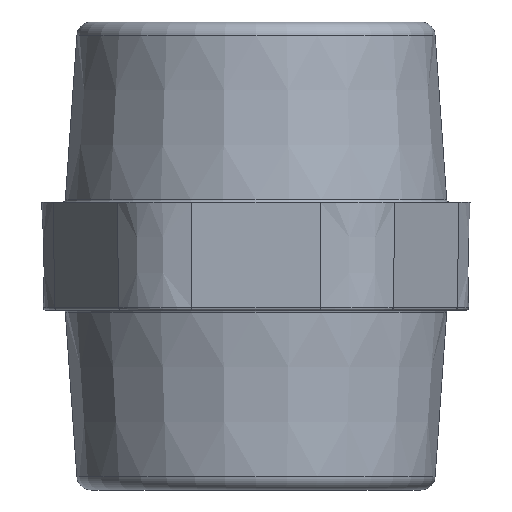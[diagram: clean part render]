
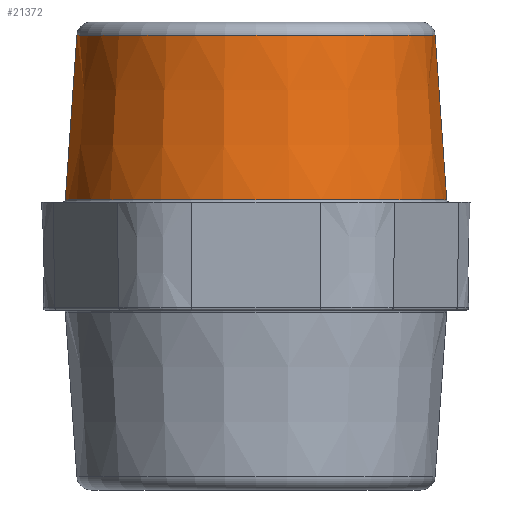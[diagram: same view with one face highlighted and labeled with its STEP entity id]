
A CAD part, front view. The second image highlights one B-rep face of the part: STEP entity #21372.
In plain terms, the highlighted conical face has half-angle 4 degrees and reference radius 25.681 mm.
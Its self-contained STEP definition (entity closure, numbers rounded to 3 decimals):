
#1796 = DIRECTION ( 'NONE',  ( 1., 0., 0. ) ) ;
#2161 = DIRECTION ( 'NONE',  ( 0., 0., -1. ) ) ;
#2601 = CARTESIAN_POINT ( 'NONE',  ( -24.882, 0., 38.14 ) ) ;
#3335 = ORIENTED_EDGE ( 'NONE', *, *, #28484, .T. ) ;
#7833 = AXIS2_PLACEMENT_3D ( 'NONE', #37858, #39036, #34410 ) ;
#8731 = VERTEX_POINT ( 'NONE', #2601 ) ;
#9332 = VECTOR ( 'NONE', #11555, 1000. ) ;
#11555 = DIRECTION ( 'NONE',  ( -0.07, 0., 0.998 ) ) ;
#14082 = VERTEX_POINT ( 'NONE', #26134 ) ;
#16959 = EDGE_LOOP ( 'NONE', ( #3335, #48691, #28770, #46935 ) ) ;
#18441 = EDGE_CURVE ( 'NONE', #49133, #8731, #26852, .T. ) ;
#21372 = ADVANCED_FACE ( 'NONE', ( #28406 ), #25675, .T. ) ;
#21639 = CARTESIAN_POINT ( 'NONE',  ( -26.48, 0., 15.279 ) ) ;
#23134 = EDGE_CURVE ( 'NONE', #14082, #49133, #35315, .T. ) ;
#23393 = DIRECTION ( 'NONE',  ( 0.07, 0., 0.998 ) ) ;
#25675 = CONICAL_SURFACE ( 'NONE', #42356, 25.681, 0.07 ) ;
#26134 = CARTESIAN_POINT ( 'NONE',  ( 26.48, 0., 15.279 ) ) ;
#26852 = LINE ( 'NONE', #42525, #27151 ) ;
#27151 = VECTOR ( 'NONE', #23393, 1000. ) ;
#27518 = VERTEX_POINT ( 'NONE', #48913 ) ;
#28279 = CARTESIAN_POINT ( 'NONE',  ( 0., 0., 15.279 ) ) ;
#28406 = FACE_OUTER_BOUND ( 'NONE', #16959, .T. ) ;
#28484 = EDGE_CURVE ( 'NONE', #14082, #27518, #30504, .T. ) ;
#28770 = ORIENTED_EDGE ( 'NONE', *, *, #18441, .F. ) ;
#29262 = CIRCLE ( 'NONE', #7833, 24.882 ) ;
#29381 = DIRECTION ( 'NONE',  ( 0., 0., -1. ) ) ;
#30504 = LINE ( 'NONE', #45669, #9332 ) ;
#32120 = AXIS2_PLACEMENT_3D ( 'NONE', #28279, #2161, #43478 ) ;
#34410 = DIRECTION ( 'NONE',  ( -1., 0., 0. ) ) ;
#35315 = CIRCLE ( 'NONE', #32120, 26.48 ) ;
#36596 = CARTESIAN_POINT ( 'NONE',  ( 0., 0., 26.709 ) ) ;
#37858 = CARTESIAN_POINT ( 'NONE',  ( 0., 0., 38.14 ) ) ;
#39036 = DIRECTION ( 'NONE',  ( 0., 0., 1. ) ) ;
#41473 = EDGE_CURVE ( 'NONE', #8731, #27518, #29262, .T. ) ;
#42356 = AXIS2_PLACEMENT_3D ( 'NONE', #36596, #29381, #1796 ) ;
#42525 = CARTESIAN_POINT ( 'NONE',  ( -26.48, 0., 15.279 ) ) ;
#43478 = DIRECTION ( 'NONE',  ( 1., 0., 0. ) ) ;
#45669 = CARTESIAN_POINT ( 'NONE',  ( 26.48, 0., 15.279 ) ) ;
#46935 = ORIENTED_EDGE ( 'NONE', *, *, #23134, .F. ) ;
#48691 = ORIENTED_EDGE ( 'NONE', *, *, #41473, .F. ) ;
#48913 = CARTESIAN_POINT ( 'NONE',  ( 24.882, 0., 38.14 ) ) ;
#49133 = VERTEX_POINT ( 'NONE', #21639 ) ;
